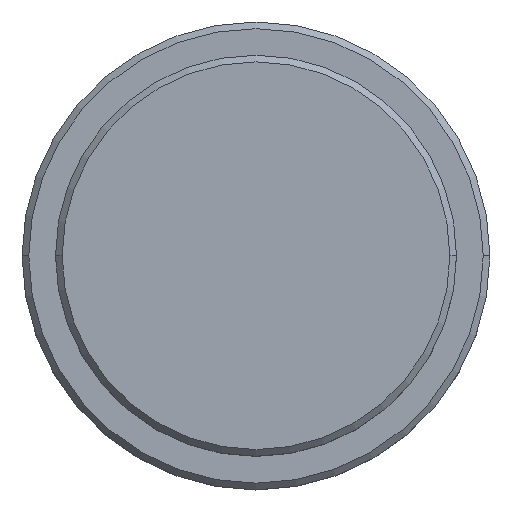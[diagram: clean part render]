
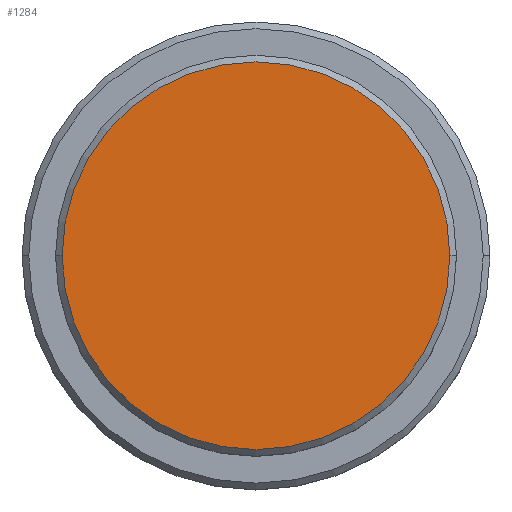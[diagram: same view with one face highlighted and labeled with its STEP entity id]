
A CAD part, top view. The second image highlights one B-rep face of the part: STEP entity #1284.
In plain terms, the highlighted planar face has unit normal (0, 0, 1).
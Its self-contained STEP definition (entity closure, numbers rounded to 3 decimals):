
#35 = AXIS2_PLACEMENT_3D ( 'NONE', #1025, #294, #815 ) ;
#113 = DIRECTION ( 'NONE',  ( 1., 0., 0. ) ) ;
#142 = CARTESIAN_POINT ( 'NONE',  ( 0., 0., 0. ) ) ;
#220 = CARTESIAN_POINT ( 'NONE',  ( 0., 0., 0. ) ) ;
#241 = VERTEX_POINT ( 'NONE', #994 ) ;
#294 = DIRECTION ( 'NONE',  ( 0., 0., 1. ) ) ;
#364 = FACE_OUTER_BOUND ( 'NONE', #413, .T. ) ;
#407 = PLANE ( 'NONE',  #35 ) ;
#413 = EDGE_LOOP ( 'NONE', ( #668, #812 ) ) ;
#549 = CARTESIAN_POINT ( 'NONE',  ( -14.5, 0., 0. ) ) ;
#620 = AXIS2_PLACEMENT_3D ( 'NONE', #142, #808, #1374 ) ;
#657 = DIRECTION ( 'NONE',  ( 0., 0., 1. ) ) ;
#668 = ORIENTED_EDGE ( 'NONE', *, *, #1317, .T. ) ;
#687 = CIRCLE ( 'NONE', #1042, 14.5 ) ;
#754 = VERTEX_POINT ( 'NONE', #549 ) ;
#808 = DIRECTION ( 'NONE',  ( 0., 0., 1. ) ) ;
#812 = ORIENTED_EDGE ( 'NONE', *, *, #1139, .T. ) ;
#815 = DIRECTION ( 'NONE',  ( 1., 0., 0. ) ) ;
#913 = CIRCLE ( 'NONE', #620, 14.5 ) ;
#994 = CARTESIAN_POINT ( 'NONE',  ( 14.5, 0., 0. ) ) ;
#1025 = CARTESIAN_POINT ( 'NONE',  ( 0., 0., 0. ) ) ;
#1042 = AXIS2_PLACEMENT_3D ( 'NONE', #220, #657, #113 ) ;
#1139 = EDGE_CURVE ( 'NONE', #241, #754, #687, .T. ) ;
#1284 = ADVANCED_FACE ( 'NONE', ( #364 ), #407, .T. ) ;
#1317 = EDGE_CURVE ( 'NONE', #754, #241, #913, .T. ) ;
#1374 = DIRECTION ( 'NONE',  ( 1., 0., 0. ) ) ;
